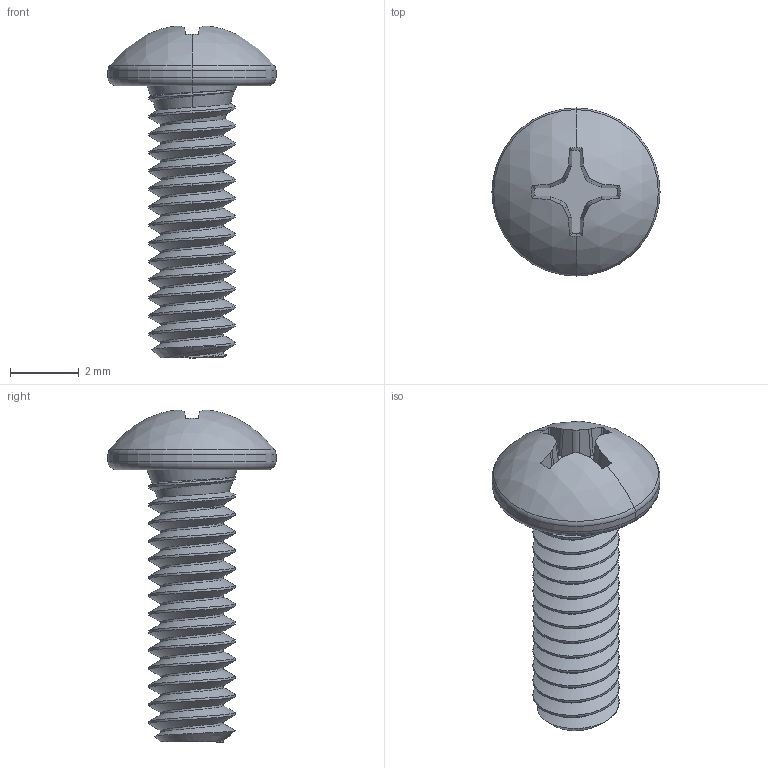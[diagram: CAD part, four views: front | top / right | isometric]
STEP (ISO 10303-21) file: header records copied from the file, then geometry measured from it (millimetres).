
FILE_DESCRIPTION (( 'STEP AP203' ), '1' );
FILE_NAME ('91772A093_Passivated 18-8 Stainless Steel Pan Head Phillips Screw.STEP', '2022-12-02T19:25:14', ( 'Administrator' ), ( 'Managed by Terraform' ), 'SwSTEP 2.0', 'SolidWorks 2017', '' );
FILE_SCHEMA (( 'CONFIG_CONTROL_DESIGN' ));
Length unit declared in the file: inch
Products named in the file (1): 91772A093_Passivated 18-8 Stainless Steel Pan Head Phillips Screw
Bounding box: 4.9 x 4.9 x 9.69 mm (x, y, z)
Volume: 50.6 mm3; surface area: 146.3 mm2
Topology: 1 solids, 1 shells, 102 faces, 280 edges, 182 vertices
Faces by surface type: cylinder 45, plane 20, cone 18, bspline 11, torus 6, sphere 2
Entity records: 5387 total; most frequent: CARTESIAN_POINT 3044, ORIENTED_EDGE 560, DIRECTION 391, EDGE_CURVE 280, VERTEX_POINT 182, AXIS2_PLACEMENT_3D 153, EDGE_LOOP 104, FACE_OUTER_BOUND 102
